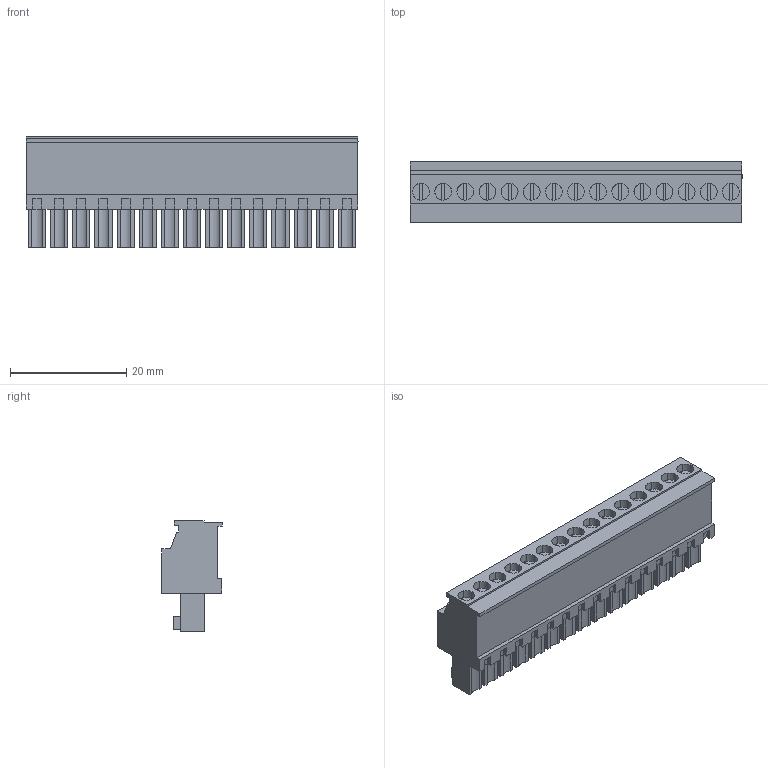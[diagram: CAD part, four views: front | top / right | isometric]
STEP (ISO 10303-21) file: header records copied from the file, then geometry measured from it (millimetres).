
FILE_DESCRIPTION(('CATIA V5 STEP Exchange','CAx-IF Rec.Pracs.--- Model Styling and Organization---1.2---2011-12-15'),'2;1');
FILE_NAME ('D1459650_0_1939960000_1939960000.stp','2017-04-12T07:22:29+00:00',('none'),('Weidmueller'),'CATIA Version 5-6 Release 2014','CATIA V5 STEP AP214','none');
FILE_SCHEMA(('AUTOMOTIVE_DESIGN { 1 0 10303 214 1 1 1 1 }'));
Length unit declared in the file: millimetre
Products named in the file (1): 1939960000
Bounding box: 57.15 x 10.4 x 19.1 mm (x, y, z)
Volume: 7015.7 mm3; surface area: 5687.6 mm2
Topology: 16 solids, 16 shells, 659 faces, 1712 edges, 1160 vertices
Faces by surface type: plane 554, cylinder 105
Entity records: 18572 total; most frequent: CARTESIAN_POINT 3429, ORIENTED_EDGE 3424, DIRECTION 2464, EDGE_CURVE 1712, VECTOR 1442, LINE 1442, VERTEX_POINT 1160, EDGE_LOOP 734
